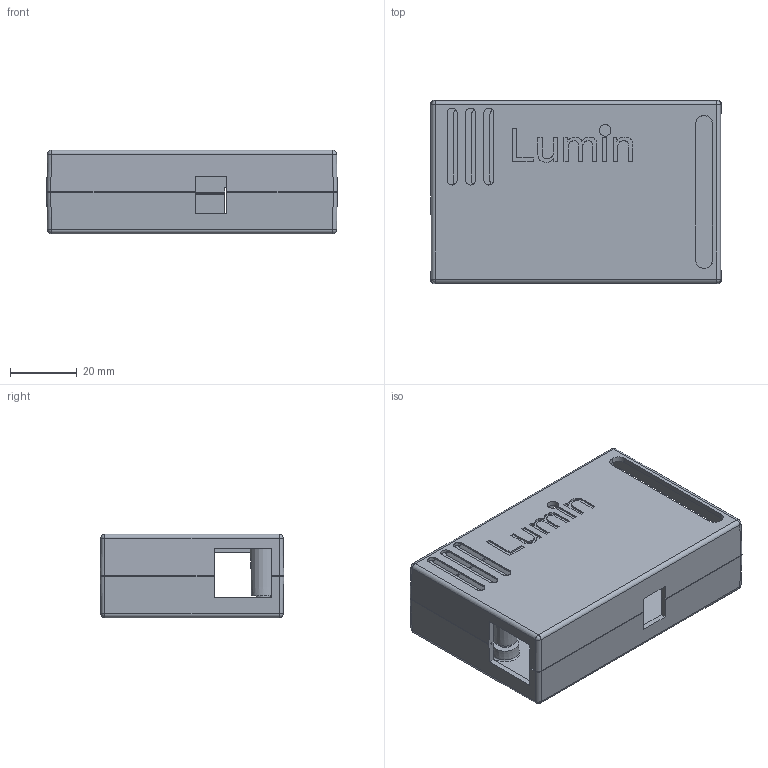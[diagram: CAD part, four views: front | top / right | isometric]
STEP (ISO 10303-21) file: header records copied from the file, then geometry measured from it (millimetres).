
FILE_DESCRIPTION(/* description */ (''),/* implementation_level */ '2;1');
FILE_NAME(/* name */ 'case_V2_complete.step',/* time_stamp */ '2024-01-29T15:56:08+01:00',/* author */ (''),/* organization */ (''),/* preprocessor_version */ 'ST-DEVELOPER v20',/* originating_system */ 'Autodesk Translation Framework v12.14.0.127',/* authorisation */ '');
FILE_SCHEMA (('AUTOMOTIVE_DESIGN { 1 0 10303 214 3 1 1 }'));
Length unit declared in the file: millimetre
Products named in the file (1): case v2
Bounding box: 86.98 x 54.98 x 25 mm (x, y, z)
Volume: 23564.1 mm3; surface area: 31682.7 mm2
Topology: 2 solids, 2 shells, 276 faces, 716 edges, 467 vertices
Faces by surface type: plane 170, cylinder 39, bspline 38, cone 15, sphere 8, torus 6
Full cylindrical faces by diameter (mm): 2.2 x3, 3.5 x1, 4.8 x3
Entity records: 8801 total; most frequent: CARTESIAN_POINT 2106, ORIENTED_EDGE 1432, DIRECTION 1253, EDGE_CURVE 716, LINE 505, VECTOR 505, VERTEX_POINT 467, AXIS2_PLACEMENT_3D 374
